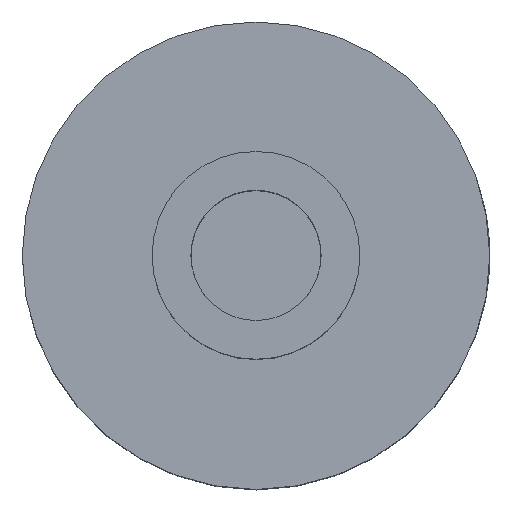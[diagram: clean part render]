
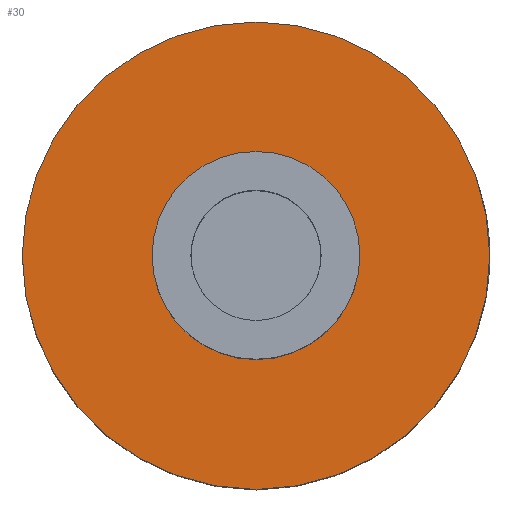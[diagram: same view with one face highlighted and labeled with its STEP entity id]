
A CAD part, top view. The second image highlights one B-rep face of the part: STEP entity #30.
In plain terms, the highlighted planar face has unit normal (0, 0, 1).
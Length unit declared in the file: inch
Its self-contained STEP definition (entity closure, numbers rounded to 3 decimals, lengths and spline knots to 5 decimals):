
#30 = ADVANCED_FACE ( 'NONE', ( #3625, #3427 ), #3606, .F. ) ;
#317 = EDGE_CURVE ( 'NONE', #6748, #6746, #3059, .T. ) ;
#318 = EDGE_CURVE ( 'NONE', #8902, #8905, #3051, .T. ) ;
#352 = EDGE_CURVE ( 'NONE', #6746, #6748, #2982, .T. ) ;
#357 = EDGE_CURVE ( 'NONE', #8905, #8902, #2988, .T. ) ;
#557 = CARTESIAN_POINT ( 'NONE',  ( -0.5, 0., 1.5 ) ) ;
#563 = CARTESIAN_POINT ( 'NONE',  ( 0.5, 0., 1.5 ) ) ;
#2503 = ORIENTED_EDGE ( 'NONE', *, *, #317, .T. ) ;
#2504 = ORIENTED_EDGE ( 'NONE', *, *, #352, .T. ) ;
#2505 = ORIENTED_EDGE ( 'NONE', *, *, #318, .F. ) ;
#2506 = ORIENTED_EDGE ( 'NONE', *, *, #357, .F. ) ;
#2966 = AXIS2_PLACEMENT_3D ( 'NONE', #4142, #4143, #4144 ) ;
#2977 = AXIS2_PLACEMENT_3D ( 'NONE', #4123, #4124, #4125 ) ;
#2982 = CIRCLE ( 'NONE', #2977, 1.125 ) ;
#2988 = CIRCLE ( 'NONE', #2966, 0.5 ) ;
#3046 = AXIS2_PLACEMENT_3D ( 'NONE', #3881, #3882, #3883 ) ;
#3048 = AXIS2_PLACEMENT_3D ( 'NONE', #3878, #3879, #3880 ) ;
#3051 = CIRCLE ( 'NONE', #3046, 0.5 ) ;
#3059 = CIRCLE ( 'NONE', #3048, 1.125 ) ;
#3202 = AXIS2_PLACEMENT_3D ( 'NONE', #3356, #3324, #3602 ) ;
#3324 = DIRECTION ( 'NONE',  ( 0., 0., -1. ) ) ;
#3356 = CARTESIAN_POINT ( 'NONE',  ( -1.1475, -1.1475, 1.5 ) ) ;
#3427 = FACE_OUTER_BOUND ( 'NONE', #6004, .T. ) ;
#3602 = DIRECTION ( 'NONE',  ( 0., 1., 0. ) ) ;
#3606 = PLANE ( 'NONE',  #3202 ) ;
#3625 = FACE_BOUND ( 'NONE', #6005, .T. ) ;
#3878 = CARTESIAN_POINT ( 'NONE',  ( 0., 0., 1.5 ) ) ;
#3879 = DIRECTION ( 'NONE',  ( 0., 0., 1. ) ) ;
#3880 = DIRECTION ( 'NONE',  ( 1., 0., 0. ) ) ;
#3881 = CARTESIAN_POINT ( 'NONE',  ( 0., 0., 1.5 ) ) ;
#3882 = DIRECTION ( 'NONE',  ( 0., 0., 1. ) ) ;
#3883 = DIRECTION ( 'NONE',  ( -1., 0., 0. ) ) ;
#4123 = CARTESIAN_POINT ( 'NONE',  ( 0., 0., 1.5 ) ) ;
#4124 = DIRECTION ( 'NONE',  ( 0., 0., 1. ) ) ;
#4125 = DIRECTION ( 'NONE',  ( 1., 0., 0. ) ) ;
#4142 = CARTESIAN_POINT ( 'NONE',  ( 0., 0., 1.5 ) ) ;
#4143 = DIRECTION ( 'NONE',  ( 0., 0., 1. ) ) ;
#4144 = DIRECTION ( 'NONE',  ( -1., 0., 0. ) ) ;
#5088 = CARTESIAN_POINT ( 'NONE',  ( 1.125, 0., 1.5 ) ) ;
#5090 = CARTESIAN_POINT ( 'NONE',  ( -1.125, 0., 1.5 ) ) ;
#6004 = EDGE_LOOP ( 'NONE', ( #2504, #2503 ) ) ;
#6005 = EDGE_LOOP ( 'NONE', ( #2506, #2505 ) ) ;
#6746 = VERTEX_POINT ( 'NONE', #5088 ) ;
#6748 = VERTEX_POINT ( 'NONE', #5090 ) ;
#8902 = VERTEX_POINT ( 'NONE', #557 ) ;
#8905 = VERTEX_POINT ( 'NONE', #563 ) ;
